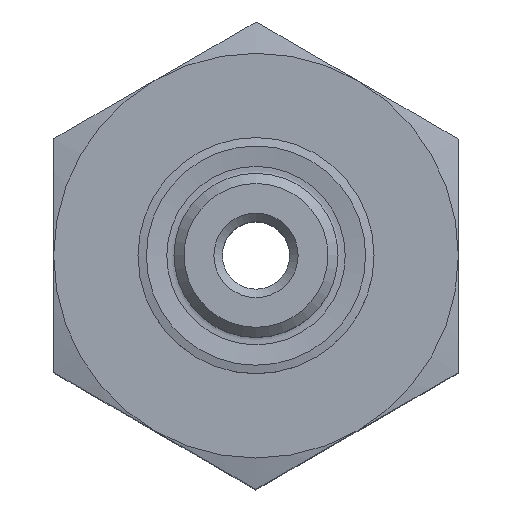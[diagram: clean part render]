
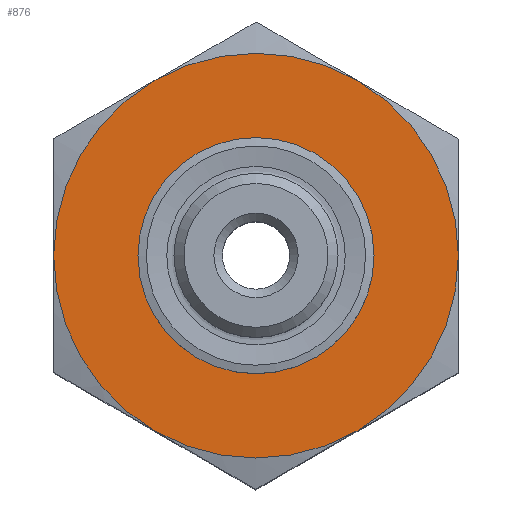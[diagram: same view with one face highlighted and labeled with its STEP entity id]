
A CAD part, top view. The second image highlights one B-rep face of the part: STEP entity #876.
In plain terms, the highlighted planar face has unit normal (0, 0, 1).
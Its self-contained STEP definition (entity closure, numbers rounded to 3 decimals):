
#443=CARTESIAN_POINT('',(6.011,10.386,22.5));
#444=VERTEX_POINT('',#443);
#497=CARTESIAN_POINT('',(-5.989,10.398,22.5));
#498=VERTEX_POINT('',#497);
#550=CARTESIAN_POINT('',(-12.,0.012,22.5));
#551=VERTEX_POINT('',#550);
#666=CARTESIAN_POINT('',(12.,0.,22.5));
#667=VERTEX_POINT('',#666);
#668=CARTESIAN_POINT('',(0.,0.,22.5));
#669=DIRECTION('',(0.0,0.0,1.0));
#670=DIRECTION('',(-1.0,0.0,0.0));
#671=AXIS2_PLACEMENT_3D('',#668,#669,#670);
#672=CIRCLE('',#671,12.);
#673=EDGE_CURVE('',#667,#444,#672,.T.);
#697=CARTESIAN_POINT('',(0.,0.,22.5));
#698=DIRECTION('',(0.0,0.0,1.0));
#699=DIRECTION('',(-1.0,0.0,0.0));
#700=AXIS2_PLACEMENT_3D('',#697,#698,#699);
#701=CIRCLE('',#700,12.);
#702=EDGE_CURVE('',#444,#498,#701,.T.);
#715=CARTESIAN_POINT('',(5.989,-10.398,22.5));
#716=VERTEX_POINT('',#715);
#730=CARTESIAN_POINT('',(12.,-0.012,22.5));
#731=VERTEX_POINT('',#730);
#745=CARTESIAN_POINT('',(0.,0.,22.5));
#746=DIRECTION('',(0.0,0.0,1.0));
#747=DIRECTION('',(-1.0,0.0,0.0));
#748=AXIS2_PLACEMENT_3D('',#745,#746,#747);
#749=CIRCLE('',#748,12.);
#750=EDGE_CURVE('',#716,#731,#749,.T.);
#761=CARTESIAN_POINT('',(0.,0.,22.5));
#762=DIRECTION('',(0.0,0.0,1.0));
#763=DIRECTION('',(-1.0,0.0,0.0));
#764=AXIS2_PLACEMENT_3D('',#761,#762,#763);
#765=CIRCLE('',#764,12.);
#766=EDGE_CURVE('',#498,#551,#765,.T.);
#777=CARTESIAN_POINT('',(-6.011,-10.386,22.5));
#778=VERTEX_POINT('',#777);
#792=CARTESIAN_POINT('',(0.,0.,22.5));
#793=DIRECTION('',(0.0,0.0,1.0));
#794=DIRECTION('',(-1.0,0.0,0.0));
#795=AXIS2_PLACEMENT_3D('',#792,#793,#794);
#796=CIRCLE('',#795,12.);
#797=EDGE_CURVE('',#551,#778,#796,.T.);
#836=CARTESIAN_POINT('',(0.,0.,22.5));
#837=DIRECTION('',(0.0,0.0,1.0));
#838=DIRECTION('',(-1.0,0.0,0.0));
#839=AXIS2_PLACEMENT_3D('',#836,#837,#838);
#840=CIRCLE('',#839,12.);
#841=EDGE_CURVE('',#778,#716,#840,.T.);
#846=CARTESIAN_POINT('',(0.,0.,22.5));
#847=DIRECTION('',(0.0,0.0,1.0));
#848=DIRECTION('',(1.0,0.0,0.0));
#849=AXIS2_PLACEMENT_3D('',#846,#847,#848);
#850=PLANE('',#849);
#851=ORIENTED_EDGE('',*,*,#750,.T.);
#852=CARTESIAN_POINT('',(12.,0.,22.5));
#853=DIRECTION('',(-0.001,-1.,0.0));
#854=VECTOR('',#853,0.012);
#855=LINE('',#852,#854);
#856=EDGE_CURVE('',#667,#731,#855,.T.);
#857=ORIENTED_EDGE('',*,*,#856,.F.);
#858=ORIENTED_EDGE('',*,*,#673,.T.);
#859=ORIENTED_EDGE('',*,*,#702,.T.);
#860=ORIENTED_EDGE('',*,*,#766,.T.);
#861=ORIENTED_EDGE('',*,*,#797,.T.);
#862=ORIENTED_EDGE('',*,*,#841,.T.);
#863=EDGE_LOOP('',(#851,#857,#858,#859,#860,#861,#862));
#864=FACE_OUTER_BOUND('',#863,.T.);
#865=CARTESIAN_POINT('',(7.,0.,22.5));
#866=VERTEX_POINT('',#865);
#867=CARTESIAN_POINT('',(0.,0.,22.5));
#868=DIRECTION('',(0.0,0.0,1.0));
#869=DIRECTION('',(-1.0,0.0,0.0));
#870=AXIS2_PLACEMENT_3D('',#867,#868,#869);
#871=CIRCLE('',#870,7.);
#872=EDGE_CURVE('',#866,#866,#871,.T.);
#873=ORIENTED_EDGE('',*,*,#872,.F.);
#874=EDGE_LOOP('',(#873));
#875=FACE_BOUND('',#874,.T.);
#876=ADVANCED_FACE('',(#864,#875),#850,.T.);
